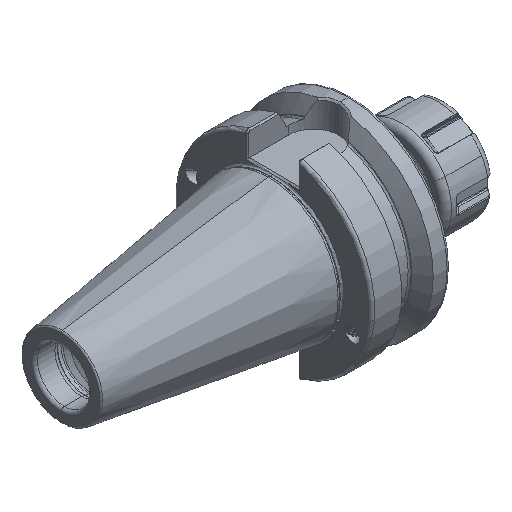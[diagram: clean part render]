
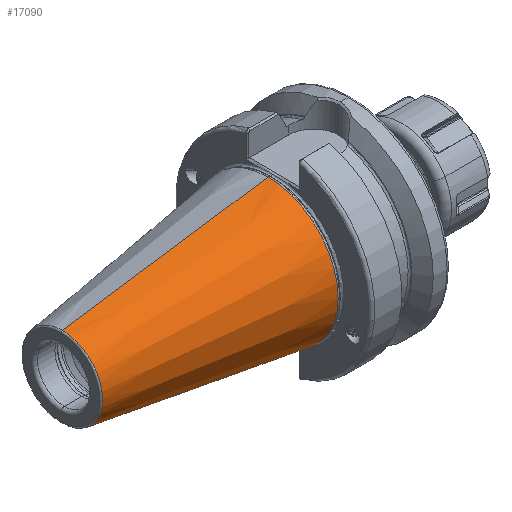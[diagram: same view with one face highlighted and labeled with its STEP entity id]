
A CAD part, isometric view. The second image highlights one B-rep face of the part: STEP entity #17090.
In plain terms, the highlighted conical face has half-angle 8.297 degrees and reference radius 22.298 mm.
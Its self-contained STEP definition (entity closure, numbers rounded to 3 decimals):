
#1276 = EDGE_LOOP ( 'NONE', ( #14374, #14375, #14377, #14354 ) ) ;
#1596 = EDGE_CURVE ( 'NONE', #9470, #9500, #2940, .T. ) ;
#1684 = EDGE_CURVE ( 'NONE', #9455, #9476, #28810, .T. ) ;
#2758 = EDGE_CURVE ( 'NONE', #9476, #9500, #9545, .T. ) ;
#2940 = LINE ( 'NONE', #12396, #2967 ) ;
#2967 = VECTOR ( 'NONE', #12432, 1000. ) ;
#3761 = CIRCLE ( 'NONE', #28258, 12.75 ) ;
#6505 = EDGE_CURVE ( 'NONE', #9455, #9470, #3761, .T. ) ;
#9455 = VERTEX_POINT ( 'NONE', #27579 ) ;
#9470 = VERTEX_POINT ( 'NONE', #27604 ) ;
#9476 = VERTEX_POINT ( 'NONE', #27612 ) ;
#9500 = VERTEX_POINT ( 'NONE', #27601 ) ;
#9545 = CIRCLE ( 'NONE', #28270, 22.298 ) ;
#12396 = CARTESIAN_POINT ( 'NONE',  ( -1.5, 0., -22.298 ) ) ;
#12432 = DIRECTION ( 'NONE',  ( 0.99, 0., -0.144 ) ) ;
#13088 = CARTESIAN_POINT ( 'NONE',  ( -1.5, 0., 22.298 ) ) ;
#13130 = DIRECTION ( 'NONE',  ( 0.99, 0., 0.144 ) ) ;
#14354 = ORIENTED_EDGE ( 'NONE', *, *, #2758, .F. ) ;
#14374 = ORIENTED_EDGE ( 'NONE', *, *, #1684, .F. ) ;
#14375 = ORIENTED_EDGE ( 'NONE', *, *, #6505, .T. ) ;
#14377 = ORIENTED_EDGE ( 'NONE', *, *, #1596, .T. ) ;
#14807 = DIRECTION ( 'NONE',  ( 0., 0., -1. ) ) ;
#14817 = DIRECTION ( 'NONE',  ( 1., 0., 0. ) ) ;
#14822 = CARTESIAN_POINT ( 'NONE',  ( -1.5, 0., 0. ) ) ;
#15194 = DIRECTION ( 'NONE',  ( 1., 0., 0. ) ) ;
#15198 = DIRECTION ( 'NONE',  ( 0., 0., -1. ) ) ;
#15220 = CARTESIAN_POINT ( 'NONE',  ( -66.972, 0., 0. ) ) ;
#15774 = CARTESIAN_POINT ( 'NONE',  ( -1.5, 0., 0. ) ) ;
#15779 = DIRECTION ( 'NONE',  ( 1., 0., 0. ) ) ;
#15817 = DIRECTION ( 'NONE',  ( 0., 0., -1. ) ) ;
#17090 = ADVANCED_FACE ( 'NONE', ( #23398 ), #23391, .T. ) ;
#23391 = CONICAL_SURFACE ( 'NONE', #28530, 22.298, 0.145 ) ;
#23398 = FACE_OUTER_BOUND ( 'NONE', #1276, .T. ) ;
#27579 = CARTESIAN_POINT ( 'NONE',  ( -66.972, 0., 12.75 ) ) ;
#27601 = CARTESIAN_POINT ( 'NONE',  ( -1.5, 0., -22.298 ) ) ;
#27604 = CARTESIAN_POINT ( 'NONE',  ( -66.972, 0., -12.75 ) ) ;
#27612 = CARTESIAN_POINT ( 'NONE',  ( -1.5, 0., 22.298 ) ) ;
#28258 = AXIS2_PLACEMENT_3D ( 'NONE', #15220, #15194, #15198 ) ;
#28270 = AXIS2_PLACEMENT_3D ( 'NONE', #14822, #14817, #14807 ) ;
#28530 = AXIS2_PLACEMENT_3D ( 'NONE', #15774, #15779, #15817 ) ;
#28810 = LINE ( 'NONE', #13088, #28811 ) ;
#28811 = VECTOR ( 'NONE', #13130, 1000. ) ;
